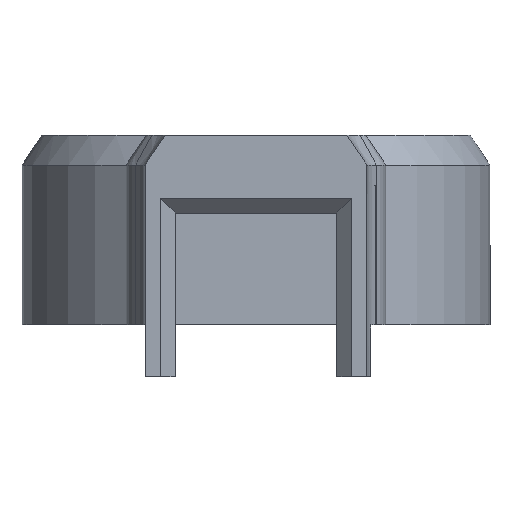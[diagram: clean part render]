
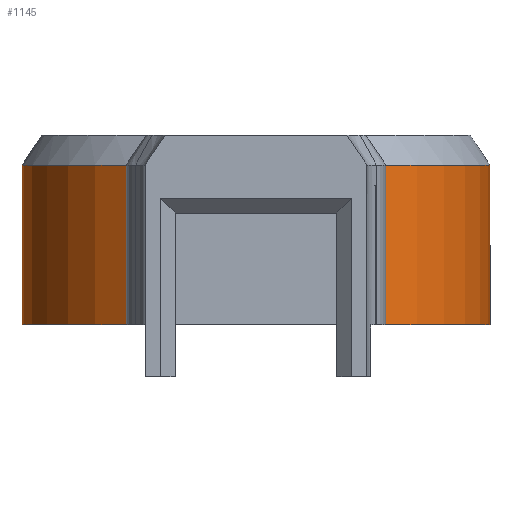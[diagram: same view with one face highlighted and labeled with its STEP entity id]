
A CAD part, front view. The second image highlights one B-rep face of the part: STEP entity #1145.
In plain terms, the highlighted cylindrical face has radius 23.436 mm (diameter 46.872 mm), a partial arc.
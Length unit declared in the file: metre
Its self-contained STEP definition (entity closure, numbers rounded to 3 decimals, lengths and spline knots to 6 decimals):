
#20=CYLINDRICAL_SURFACE('',#1225,0.023436);
#35=CIRCLE('',#1224,0.023436);
#36=CIRCLE('',#1226,0.023436);
#83=ORIENTED_EDGE('',*,*,#405,.F.);
#84=ORIENTED_EDGE('',*,*,#406,.F.);
#85=ORIENTED_EDGE('',*,*,#407,.F.);
#86=ORIENTED_EDGE('',*,*,#408,.F.);
#405=EDGE_CURVE('',#566,#561,#35,.T.);
#406=EDGE_CURVE('',#567,#566,#672,.T.);
#407=EDGE_CURVE('',#568,#567,#36,.T.);
#408=EDGE_CURVE('',#561,#568,#673,.T.);
#561=VERTEX_POINT('',#1649);
#566=VERTEX_POINT('',#1666);
#567=VERTEX_POINT('',#1670);
#568=VERTEX_POINT('',#1672);
#672=LINE('',#1669,#798);
#673=LINE('',#1673,#799);
#798=VECTOR('',#1335,1.);
#799=VECTOR('',#1338,1.);
#923=EDGE_LOOP('',(#83,#84,#85,#86));
#1011=FACE_BOUND('',#923,.T.);
#1145=ADVANCED_FACE('',(#1011),#20,.T.);
#1224=AXIS2_PLACEMENT_3D('',#1667,#1331,#1332);
#1225=AXIS2_PLACEMENT_3D('',#1668,#1333,#1334);
#1226=AXIS2_PLACEMENT_3D('',#1671,#1336,#1337);
#1331=DIRECTION('',(0.,0.,1.));
#1332=DIRECTION('',(1.,0.,0.));
#1333=DIRECTION('',(0.,0.,-1.));
#1334=DIRECTION('',(0.,-1.,0.));
#1335=DIRECTION('',(0.,0.,1.));
#1336=DIRECTION('',(0.,0.,-1.));
#1337=DIRECTION('',(-0.555,-0.832,0.));
#1338=DIRECTION('',(0.,0.,-1.));
#1649=CARTESIAN_POINT('',(-0.013,0.021,0.0212));
#1666=CARTESIAN_POINT('',(0.013,0.021,0.0212));
#1667=CARTESIAN_POINT('',(0.,0.0405,0.0212));
#1668=CARTESIAN_POINT('',(0.,0.0405,0.0192));
#1669=CARTESIAN_POINT('',(0.013,0.021,0.0192));
#1670=CARTESIAN_POINT('',(0.013,0.021,0.0052));
#1671=CARTESIAN_POINT('',(0.,0.0405,0.0052));
#1672=CARTESIAN_POINT('',(-0.013,0.021,0.0052));
#1673=CARTESIAN_POINT('',(-0.013,0.021,0.0192));
